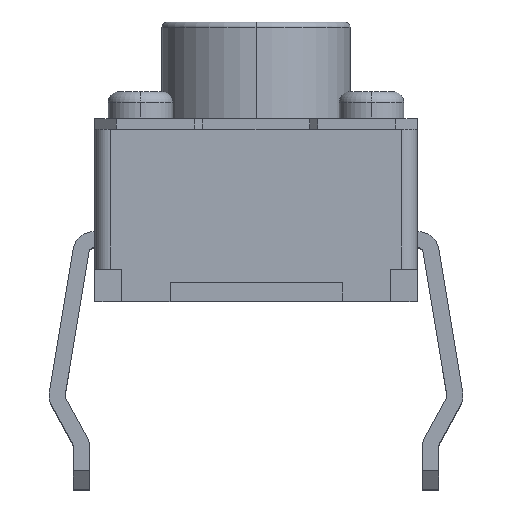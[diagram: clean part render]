
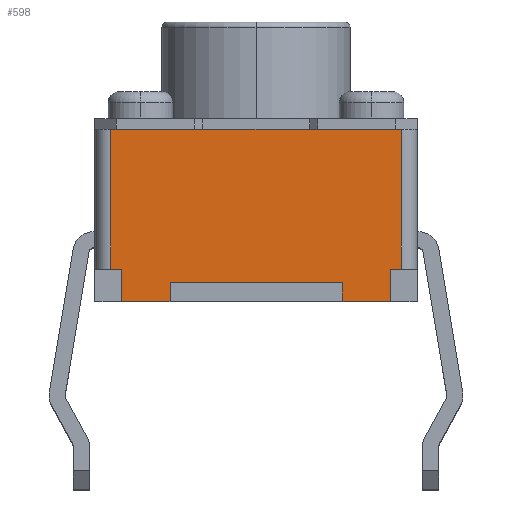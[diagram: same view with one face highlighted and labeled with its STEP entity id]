
A CAD part, top view. The second image highlights one B-rep face of the part: STEP entity #598.
In plain terms, the highlighted planar face has unit normal (0, 0, 1).
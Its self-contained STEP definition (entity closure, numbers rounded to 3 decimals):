
#12 = DIRECTION ( 'NONE',  ( -1., 0., 0. ) ) ;
#27 = VERTEX_POINT ( 'NONE', #834 ) ;
#79 = ORIENTED_EDGE ( 'NONE', *, *, #987, .F. ) ;
#92 = CARTESIAN_POINT ( 'NONE',  ( 1.6, 0., 3. ) ) ;
#142 = VERTEX_POINT ( 'NONE', #92 ) ;
#265 = DIRECTION ( 'NONE',  ( 0., 0., -1. ) ) ;
#271 = DIRECTION ( 'NONE',  ( 0., -1., 0. ) ) ;
#314 = ORIENTED_EDGE ( 'NONE', *, *, #5364, .T. ) ;
#431 = VECTOR ( 'NONE', #1955, 1000. ) ;
#439 = ORIENTED_EDGE ( 'NONE', *, *, #3862, .T. ) ;
#459 = EDGE_CURVE ( 'NONE', #1018, #4180, #5232, .T. ) ;
#504 = DIRECTION ( 'NONE',  ( -1., 0., 0. ) ) ;
#523 = ORIENTED_EDGE ( 'NONE', *, *, #4711, .F. ) ;
#564 = VECTOR ( 'NONE', #4079, 1000. ) ;
#598 = ADVANCED_FACE ( 'NONE', ( #2185 ), #2785, .F. ) ;
#645 = CARTESIAN_POINT ( 'NONE',  ( -2.5, 0.6, 3. ) ) ;
#664 = ORIENTED_EDGE ( 'NONE', *, *, #2020, .F. ) ;
#686 = CARTESIAN_POINT ( 'NONE',  ( -2.7, 0., 3. ) ) ;
#690 = CARTESIAN_POINT ( 'NONE',  ( -2.7, 3.2, 3. ) ) ;
#712 = CARTESIAN_POINT ( 'NONE',  ( -1.6, 0.35, 3. ) ) ;
#747 = LINE ( 'NONE', #3648, #4154 ) ;
#775 = CARTESIAN_POINT ( 'NONE',  ( -2.7, 0., 3. ) ) ;
#834 = CARTESIAN_POINT ( 'NONE',  ( 2.7, 3.2, 3. ) ) ;
#987 = EDGE_CURVE ( 'NONE', #3829, #5326, #3009, .T. ) ;
#1018 = VERTEX_POINT ( 'NONE', #645 ) ;
#1069 = CARTESIAN_POINT ( 'NONE',  ( 2.7, 0.6, 3. ) ) ;
#1094 = LINE ( 'NONE', #1679, #4277 ) ;
#1129 = AXIS2_PLACEMENT_3D ( 'NONE', #690, #265, #4926 ) ;
#1314 = ORIENTED_EDGE ( 'NONE', *, *, #1899, .F. ) ;
#1315 = CARTESIAN_POINT ( 'NONE',  ( -2.5, 0.6, 3. ) ) ;
#1379 = ORIENTED_EDGE ( 'NONE', *, *, #3372, .F. ) ;
#1407 = CARTESIAN_POINT ( 'NONE',  ( 2.5, 0.6, 3. ) ) ;
#1483 = VERTEX_POINT ( 'NONE', #3167 ) ;
#1554 = VECTOR ( 'NONE', #271, 1000. ) ;
#1576 = LINE ( 'NONE', #1589, #431 ) ;
#1589 = CARTESIAN_POINT ( 'NONE',  ( 2.7, 3.2, 3. ) ) ;
#1596 = DIRECTION ( 'NONE',  ( 0., -1., 0. ) ) ;
#1655 = VECTOR ( 'NONE', #12, 1000. ) ;
#1679 = CARTESIAN_POINT ( 'NONE',  ( 1.6, 0.35, 3. ) ) ;
#1756 = LINE ( 'NONE', #2755, #4399 ) ;
#1895 = LINE ( 'NONE', #686, #3942 ) ;
#1899 = EDGE_CURVE ( 'NONE', #3649, #3329, #4030, .T. ) ;
#1955 = DIRECTION ( 'NONE',  ( 0., -1., 0. ) ) ;
#1989 = VECTOR ( 'NONE', #4702, 1000. ) ;
#2020 = EDGE_CURVE ( 'NONE', #5326, #2206, #2926, .T. ) ;
#2027 = EDGE_CURVE ( 'NONE', #27, #3649, #1576, .T. ) ;
#2033 = CARTESIAN_POINT ( 'NONE',  ( -2.5, 0.6, 3. ) ) ;
#2131 = DIRECTION ( 'NONE',  ( 0., -1., 0. ) ) ;
#2173 = VECTOR ( 'NONE', #504, 1000. ) ;
#2185 = FACE_OUTER_BOUND ( 'NONE', #3369, .T. ) ;
#2206 = VERTEX_POINT ( 'NONE', #2561 ) ;
#2227 = VERTEX_POINT ( 'NONE', #3414 ) ;
#2303 = ORIENTED_EDGE ( 'NONE', *, *, #4457, .T. ) ;
#2384 = CARTESIAN_POINT ( 'NONE',  ( -2.7, 3.2, 3. ) ) ;
#2561 = CARTESIAN_POINT ( 'NONE',  ( -1.6, 0., 3. ) ) ;
#2594 = LINE ( 'NONE', #775, #4540 ) ;
#2715 = DIRECTION ( 'NONE',  ( 0., -1., 0. ) ) ;
#2755 = CARTESIAN_POINT ( 'NONE',  ( 2.5, 0.6, 3. ) ) ;
#2785 = PLANE ( 'NONE',  #1129 ) ;
#2869 = DIRECTION ( 'NONE',  ( 1., 0., 0. ) ) ;
#2926 = LINE ( 'NONE', #712, #564 ) ;
#3009 = LINE ( 'NONE', #3927, #1989 ) ;
#3118 = VECTOR ( 'NONE', #4268, 1000. ) ;
#3164 = ORIENTED_EDGE ( 'NONE', *, *, #4389, .T. ) ;
#3167 = CARTESIAN_POINT ( 'NONE',  ( -2.5, 0., 3. ) ) ;
#3261 = LINE ( 'NONE', #3474, #3118 ) ;
#3329 = VERTEX_POINT ( 'NONE', #3456 ) ;
#3331 = DIRECTION ( 'NONE',  ( 1., 0., 0. ) ) ;
#3369 = EDGE_LOOP ( 'NONE', ( #4918, #314, #2303, #664, #79, #439, #3164, #523, #1314, #4217, #1379, #4529 ) ) ;
#3372 = EDGE_CURVE ( 'NONE', #5061, #27, #3261, .T. ) ;
#3414 = CARTESIAN_POINT ( 'NONE',  ( 2.5, 0., 3. ) ) ;
#3456 = CARTESIAN_POINT ( 'NONE',  ( 2.5, 0.6, 3. ) ) ;
#3474 = CARTESIAN_POINT ( 'NONE',  ( -2.7, 3.2, 3. ) ) ;
#3506 = CARTESIAN_POINT ( 'NONE',  ( -2.7, 0.6, 3. ) ) ;
#3648 = CARTESIAN_POINT ( 'NONE',  ( -2.7, 3.2, 3. ) ) ;
#3649 = VERTEX_POINT ( 'NONE', #1069 ) ;
#3800 = EDGE_CURVE ( 'NONE', #5061, #4180, #747, .T. ) ;
#3829 = VERTEX_POINT ( 'NONE', #4231 ) ;
#3862 = EDGE_CURVE ( 'NONE', #3829, #142, #1094, .T. ) ;
#3927 = CARTESIAN_POINT ( 'NONE',  ( 1.6, 0.35, 3. ) ) ;
#3942 = VECTOR ( 'NONE', #2869, 1000. ) ;
#4030 = LINE ( 'NONE', #1407, #2173 ) ;
#4079 = DIRECTION ( 'NONE',  ( 0., -1., 0. ) ) ;
#4154 = VECTOR ( 'NONE', #1596, 1000. ) ;
#4180 = VERTEX_POINT ( 'NONE', #3506 ) ;
#4217 = ORIENTED_EDGE ( 'NONE', *, *, #2027, .F. ) ;
#4231 = CARTESIAN_POINT ( 'NONE',  ( 1.6, 0.35, 3. ) ) ;
#4268 = DIRECTION ( 'NONE',  ( 1., 0., 0. ) ) ;
#4277 = VECTOR ( 'NONE', #2131, 1000. ) ;
#4389 = EDGE_CURVE ( 'NONE', #142, #2227, #2594, .T. ) ;
#4399 = VECTOR ( 'NONE', #2715, 1000. ) ;
#4457 = EDGE_CURVE ( 'NONE', #1483, #2206, #1895, .T. ) ;
#4529 = ORIENTED_EDGE ( 'NONE', *, *, #3800, .T. ) ;
#4540 = VECTOR ( 'NONE', #3331, 1000. ) ;
#4702 = DIRECTION ( 'NONE',  ( -1., 0., 0. ) ) ;
#4711 = EDGE_CURVE ( 'NONE', #3329, #2227, #1756, .T. ) ;
#4918 = ORIENTED_EDGE ( 'NONE', *, *, #459, .F. ) ;
#4926 = DIRECTION ( 'NONE',  ( -1., 0., 0. ) ) ;
#5061 = VERTEX_POINT ( 'NONE', #2384 ) ;
#5188 = CARTESIAN_POINT ( 'NONE',  ( -1.6, 0.35, 3. ) ) ;
#5232 = LINE ( 'NONE', #1315, #1655 ) ;
#5248 = LINE ( 'NONE', #2033, #1554 ) ;
#5326 = VERTEX_POINT ( 'NONE', #5188 ) ;
#5364 = EDGE_CURVE ( 'NONE', #1018, #1483, #5248, .T. ) ;
